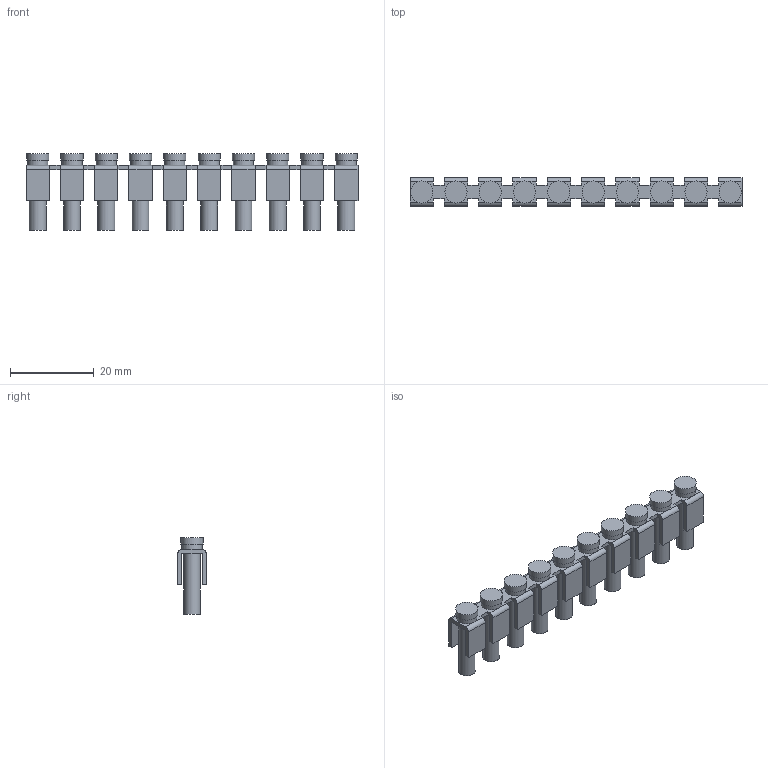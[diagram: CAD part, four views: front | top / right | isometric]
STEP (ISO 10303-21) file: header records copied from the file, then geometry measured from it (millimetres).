
FILE_DESCRIPTION(/* description */ (''),/* implementation_level */ '2;1');
FILE_NAME(/* name */ 'CQ10-6_stp.stp',/* time_stamp */ '2024-02-28T15:13:07+08:00',/* author */ (''),/* organization */ (''),/* preprocessor_version */ 'ST-DEVELOPER v16.7',/* originating_system */ 'SIEMENS PLM Software NX 12.0',/* authorisation */ '');
FILE_SCHEMA (('AP203_CONFIGURATION_CONTROLLED_3D_DESIGN_OF_MECHANICAL_PARTS_AND_ASSEMBLIES_MIM_LF { 1 0 10303 403 2 1 2}'));
Length unit declared in the file: millimetre
Products named in the file (1): CQ10-6_stp
Bounding box: 79.4 x 6.8 x 18.3 mm (x, y, z)
Volume: 3659.9 mm3; surface area: 5419.1 mm2
Topology: 1 solids, 1 shells, 208 faces, 538 edges, 352 vertices
Faces by surface type: plane 158, cylinder 50
Full cylindrical faces by diameter (mm): 4 x10, 4.8 x10, 5.3 x10
Entity records: 6146 total; most frequent: CARTESIAN_POINT 1049, DIRECTION 1026, ORIENTED_EDGE 996, EDGE_CURVE 498, LINE 388, VECTOR 388, VERTEX_POINT 342, AXIS2_PLACEMENT_3D 319
